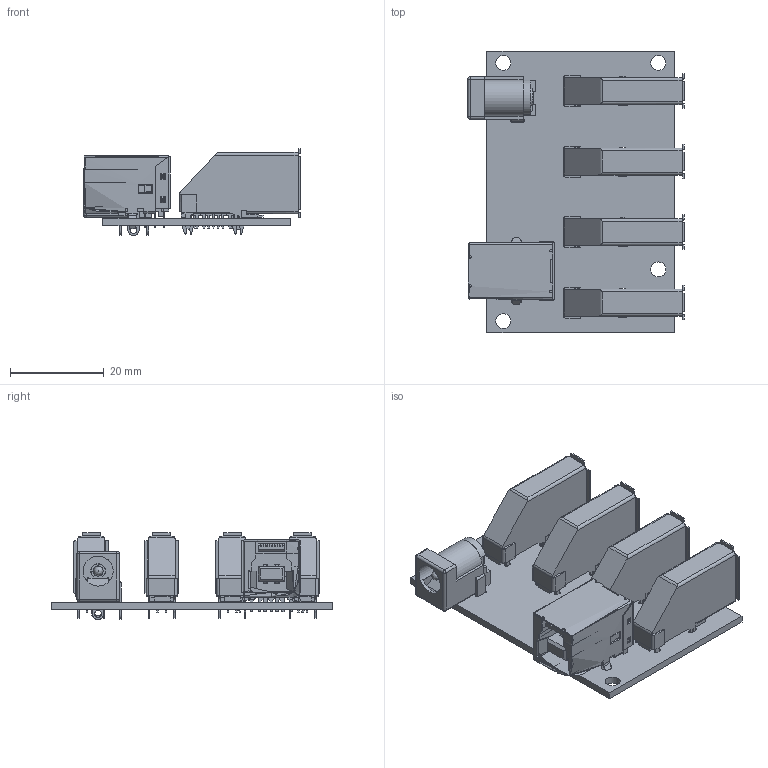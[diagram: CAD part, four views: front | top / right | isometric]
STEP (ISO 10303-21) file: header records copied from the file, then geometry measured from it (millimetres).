
FILE_DESCRIPTION(/* description */ ('Open CASCADE Model'),/* implementation_level */ '2;1');
FILE_NAME(/* name */ 'CG-3510S4_Stripped.stp',/* time_stamp */ '2018-12-14T11:32:36-05:00',/* author */ ('Kieran'),/* organization */ ('Open CASCADE'),/* preprocessor_version */ 'ST-DEVELOPER v16.13',/* originating_system */ 'Autodesk Inventor 2018',/* authorisation */ 'Unknown');
FILE_SCHEMA (('AUTOMOTIVE_DESIGN { 1 0 10303 214 3 1 1 }'));
Products named in the file (1): CG-3510S4_Stripped
Bounding box: 46.13 x 60 x 18.5 mm (x, y, z)
Volume: 9901.9 mm3; surface area: 20136.3 mm2
Topology: 21 solids, 22 shells, 3045 faces, 8721 edges, 5660 vertices
Faces by surface type: plane 2499, cylinder 506, bspline 25, torus 11, sphere 4
Full cylindrical faces by diameter (mm): 0.7 x41, 0.92 x4, 1.5 x3, 1.8 x1, 2 x5, 2.3 x2, 3.2 x6, 6.4 x1
Entity records: 101650 total; most frequent: CARTESIAN_POINT 18304, ORIENTED_EDGE 17168, DIRECTION 15724, EDGE_CURVE 8629, LINE 7470, VECTOR 7470, VERTEX_POINT 5629, AXIS2_PLACEMENT_3D 4127
